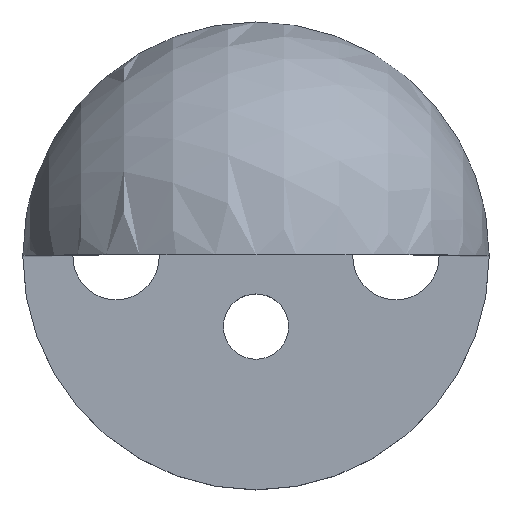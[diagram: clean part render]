
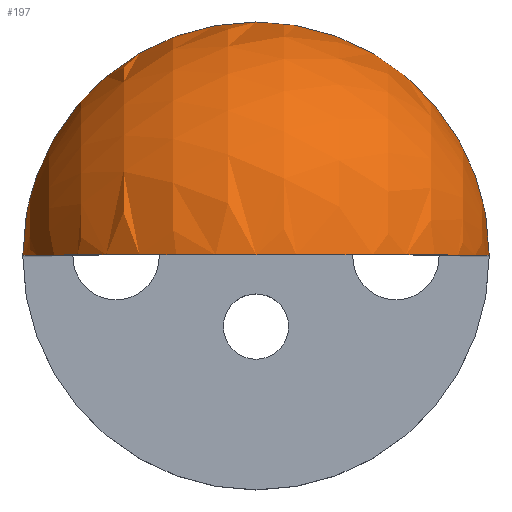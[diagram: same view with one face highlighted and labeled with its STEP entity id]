
A CAD part, top view. The second image highlights one B-rep face of the part: STEP entity #197.
In plain terms, the highlighted spherical face has radius 10 mm.
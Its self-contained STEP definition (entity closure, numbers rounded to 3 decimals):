
#55=FACE_OUTER_BOUND('',#66,.T.);
#66=EDGE_LOOP('',(#144,#145));
#86=CIRCLE('',#225,10.);
#87=CIRCLE('',#226,10.);
#101=VERTEX_POINT('',#319);
#102=VERTEX_POINT('',#320);
#118=EDGE_CURVE('',#101,#102,#86,.T.);
#119=EDGE_CURVE('',#101,#102,#87,.T.);
#144=ORIENTED_EDGE('',*,*,#118,.T.);
#145=ORIENTED_EDGE('',*,*,#119,.F.);
#195=SPHERICAL_SURFACE('',#224,10.);
#197=ADVANCED_FACE('',(#55),#195,.T.);
#224=AXIS2_PLACEMENT_3D('',#318,#255,#256);
#225=AXIS2_PLACEMENT_3D('',#321,#257,#258);
#226=AXIS2_PLACEMENT_3D('',#322,#259,#260);
#255=DIRECTION('center_axis',(1.,0.,0.));
#256=DIRECTION('ref_axis',(0.,-1.,0.));
#257=DIRECTION('center_axis',(0.,0.,1.));
#258=DIRECTION('ref_axis',(1.,0.,0.));
#259=DIRECTION('center_axis',(0.,-1.,0.));
#260=DIRECTION('ref_axis',(1.,0.,0.));
#318=CARTESIAN_POINT('Origin',(0.,0.,35.));
#319=CARTESIAN_POINT('',(10.,0.,35.));
#320=CARTESIAN_POINT('',(-10.,0.,35.));
#321=CARTESIAN_POINT('Origin',(0.,0.,35.));
#322=CARTESIAN_POINT('Origin',(0.,0.,35.));
